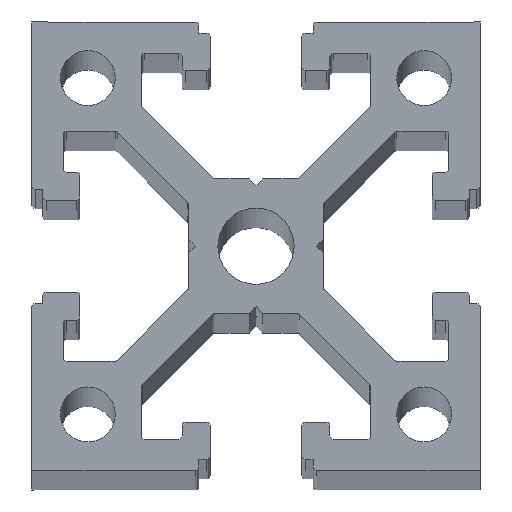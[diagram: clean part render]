
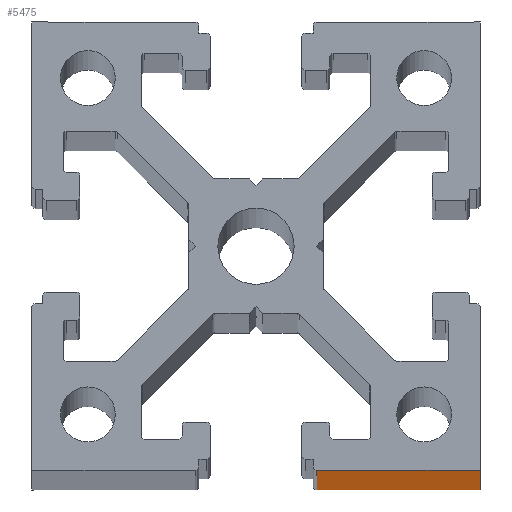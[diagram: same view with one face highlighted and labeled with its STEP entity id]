
A CAD part, top view. The second image highlights one B-rep face of the part: STEP entity #5475.
In plain terms, the highlighted planar face has unit normal (0, -1, 0).
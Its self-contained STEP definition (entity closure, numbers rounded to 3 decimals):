
#171 = AXIS2_PLACEMENT_3D ( 'NONE', #1064, #1120, #3647 ) ;
#181 = VERTEX_POINT ( 'NONE', #2566 ) ;
#197 = VERTEX_POINT ( 'NONE', #5130 ) ;
#628 = CARTESIAN_POINT ( 'NONE',  ( 0., -20., 0. ) ) ;
#871 = DIRECTION ( 'NONE',  ( 0., 0., -1. ) ) ;
#969 = EDGE_CURVE ( 'NONE', #181, #197, #5196, .T. ) ;
#998 = DIRECTION ( 'NONE',  ( -1., 0., 0. ) ) ;
#1024 = DIRECTION ( 'NONE',  ( -1., 0., 0. ) ) ;
#1064 = CARTESIAN_POINT ( 'NONE',  ( 0., -20., 1000. ) ) ;
#1120 = DIRECTION ( 'NONE',  ( 0., -1., 0. ) ) ;
#1310 = VERTEX_POINT ( 'NONE', #2780 ) ;
#1352 = CARTESIAN_POINT ( 'NONE',  ( 5.4, -20., 1000. ) ) ;
#1515 = PLANE ( 'NONE',  #171 ) ;
#1607 = CARTESIAN_POINT ( 'NONE',  ( 5.4, -20., 1000. ) ) ;
#1647 = EDGE_CURVE ( 'NONE', #181, #2270, #1953, .T. ) ;
#1721 = EDGE_CURVE ( 'NONE', #197, #1310, #4087, .T. ) ;
#1839 = ORIENTED_EDGE ( 'NONE', *, *, #969, .F. ) ;
#1916 = FACE_OUTER_BOUND ( 'NONE', #4718, .T. ) ;
#1953 = LINE ( 'NONE', #4537, #2338 ) ;
#2215 = ORIENTED_EDGE ( 'NONE', *, *, #1647, .T. ) ;
#2270 = VERTEX_POINT ( 'NONE', #1607 ) ;
#2338 = VECTOR ( 'NONE', #1024, 1000. ) ;
#2527 = CARTESIAN_POINT ( 'NONE',  ( 20., -20., 1000. ) ) ;
#2566 = CARTESIAN_POINT ( 'NONE',  ( 20., -20., 1000. ) ) ;
#2761 = ORIENTED_EDGE ( 'NONE', *, *, #1721, .F. ) ;
#2780 = CARTESIAN_POINT ( 'NONE',  ( 5.4, -20., 0. ) ) ;
#3158 = VECTOR ( 'NONE', #871, 1000. ) ;
#3349 = ORIENTED_EDGE ( 'NONE', *, *, #3655, .T. ) ;
#3647 = DIRECTION ( 'NONE',  ( 1., 0., 0. ) ) ;
#3655 = EDGE_CURVE ( 'NONE', #2270, #1310, #5187, .T. ) ;
#4087 = LINE ( 'NONE', #628, #5428 ) ;
#4271 = DIRECTION ( 'NONE',  ( 0., 0., -1. ) ) ;
#4537 = CARTESIAN_POINT ( 'NONE',  ( 0., -20., 1000. ) ) ;
#4718 = EDGE_LOOP ( 'NONE', ( #2761, #1839, #2215, #3349 ) ) ;
#4947 = VECTOR ( 'NONE', #4271, 1000. ) ;
#5130 = CARTESIAN_POINT ( 'NONE',  ( 20., -20., 0. ) ) ;
#5187 = LINE ( 'NONE', #1352, #4947 ) ;
#5196 = LINE ( 'NONE', #2527, #3158 ) ;
#5428 = VECTOR ( 'NONE', #998, 1000. ) ;
#5475 = ADVANCED_FACE ( 'NONE', ( #1916 ), #1515, .T. ) ;
